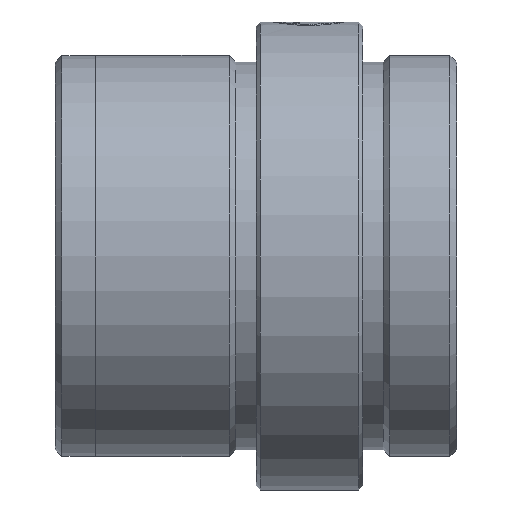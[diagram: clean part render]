
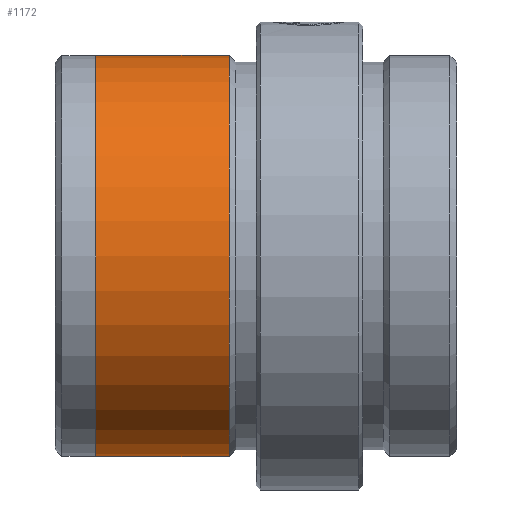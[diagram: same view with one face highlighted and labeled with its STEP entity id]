
A CAD part, left-side view. The second image highlights one B-rep face of the part: STEP entity #1172.
In plain terms, the highlighted cylindrical face has radius 15 mm (diameter 30 mm), a partial arc.
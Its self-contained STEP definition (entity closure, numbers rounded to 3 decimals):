
#31 = EDGE_CURVE ( 'NONE', #1686, #1491, #343, .T. ) ;
#47 = DIRECTION ( 'NONE',  ( 0., -1., 0. ) ) ;
#119 = CARTESIAN_POINT ( 'NONE',  ( 0., 17., 0. ) ) ;
#126 = VERTEX_POINT ( 'NONE', #1021 ) ;
#200 = EDGE_LOOP ( 'NONE', ( #1363, #1289, #1706, #2073 ) ) ;
#284 = DIRECTION ( 'NONE',  ( 0., 0., -1. ) ) ;
#333 = AXIS2_PLACEMENT_3D ( 'NONE', #119, #1251, #284 ) ;
#343 = LINE ( 'NONE', #644, #2016 ) ;
#350 = VERTEX_POINT ( 'NONE', #1222 ) ;
#417 = EDGE_CURVE ( 'NONE', #1491, #350, #2035, .T. ) ;
#555 = CARTESIAN_POINT ( 'NONE',  ( 0., 0., 0. ) ) ;
#593 = DIRECTION ( 'NONE',  ( 0., -1., 0. ) ) ;
#621 = VECTOR ( 'NONE', #47, 1000. ) ;
#644 = CARTESIAN_POINT ( 'NONE',  ( 0., 0., 15. ) ) ;
#663 = LINE ( 'NONE', #1481, #621 ) ;
#720 = DIRECTION ( 'NONE',  ( 0., -1., 0. ) ) ;
#783 = EDGE_CURVE ( 'NONE', #126, #350, #663, .T. ) ;
#822 = AXIS2_PLACEMENT_3D ( 'NONE', #1556, #593, #1710 ) ;
#913 = CIRCLE ( 'NONE', #822, 15. ) ;
#1021 = CARTESIAN_POINT ( 'NONE',  ( 0., 27., -15. ) ) ;
#1043 = CARTESIAN_POINT ( 'NONE',  ( 0., 17., 15. ) ) ;
#1134 = DIRECTION ( 'NONE',  ( 0., -1., 0. ) ) ;
#1172 = ADVANCED_FACE ( 'NONE', ( #2056 ), #1667, .T. ) ;
#1222 = CARTESIAN_POINT ( 'NONE',  ( 0., 17., -15. ) ) ;
#1251 = DIRECTION ( 'NONE',  ( 0., -1., 0. ) ) ;
#1289 = ORIENTED_EDGE ( 'NONE', *, *, #1638, .T. ) ;
#1363 = ORIENTED_EDGE ( 'NONE', *, *, #31, .F. ) ;
#1447 = AXIS2_PLACEMENT_3D ( 'NONE', #555, #720, #1524 ) ;
#1481 = CARTESIAN_POINT ( 'NONE',  ( 0., 0., -15. ) ) ;
#1491 = VERTEX_POINT ( 'NONE', #1043 ) ;
#1524 = DIRECTION ( 'NONE',  ( 0., 0., -1. ) ) ;
#1556 = CARTESIAN_POINT ( 'NONE',  ( 0., 27., 0. ) ) ;
#1638 = EDGE_CURVE ( 'NONE', #1686, #126, #913, .T. ) ;
#1667 = CYLINDRICAL_SURFACE ( 'NONE', #1447, 15. ) ;
#1686 = VERTEX_POINT ( 'NONE', #2052 ) ;
#1706 = ORIENTED_EDGE ( 'NONE', *, *, #783, .T. ) ;
#1710 = DIRECTION ( 'NONE',  ( 0., 0., -1. ) ) ;
#2016 = VECTOR ( 'NONE', #1134, 1000. ) ;
#2035 = CIRCLE ( 'NONE', #333, 15. ) ;
#2052 = CARTESIAN_POINT ( 'NONE',  ( 0., 27., 15. ) ) ;
#2056 = FACE_OUTER_BOUND ( 'NONE', #200, .T. ) ;
#2073 = ORIENTED_EDGE ( 'NONE', *, *, #417, .F. ) ;
